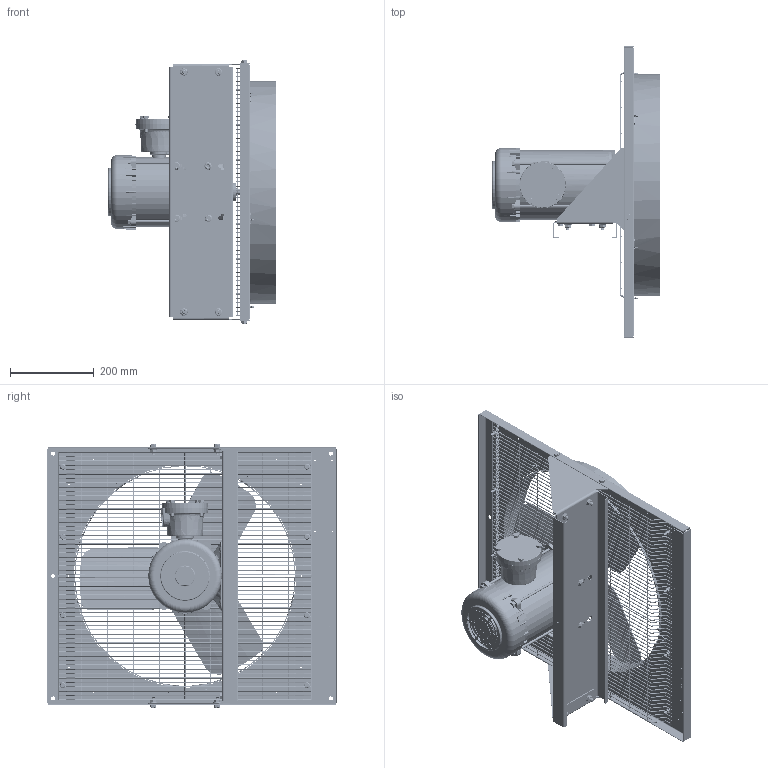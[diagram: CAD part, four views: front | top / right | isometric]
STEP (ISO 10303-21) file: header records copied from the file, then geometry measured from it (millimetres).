
FILE_DESCRIPTION (( 'STEP AP214' ), '1' );
FILE_NAME ('XEF-20-FM.STEP', '2024-10-04T20:35:34', ( '' ), ( '' ), 'SwSTEP 2.0', 'SolidWorks 2023', '' );
FILE_SCHEMA (( 'AUTOMOTIVE_DESIGN' ));
Length unit declared in the file: inch
Products named in the file (1): XEF-20-FM
Bounding box: 398.96 x 694.03 x 627.79 mm (x, y, z)
Volume: 7702990 mm3; surface area: 2331007.7 mm2
Topology: 162 solids, 162 shells, 6823 faces, 16171 edges, 9738 vertices
Faces by surface type: cylinder 2373, plane 1710, cone 1501, torus 661, bspline 560, sphere 18
Entity records: 316951 total; most frequent: CARTESIAN_POINT 71559, DIRECTION 33019, ORIENTED_EDGE 32290, EDGE_CURVE 16145, AXIS2_PLACEMENT_3D 13206, VERTEX_POINT 9738, EDGE_LOOP 7191, LENGTH_MEASURE_WITH_UNIT 6986
